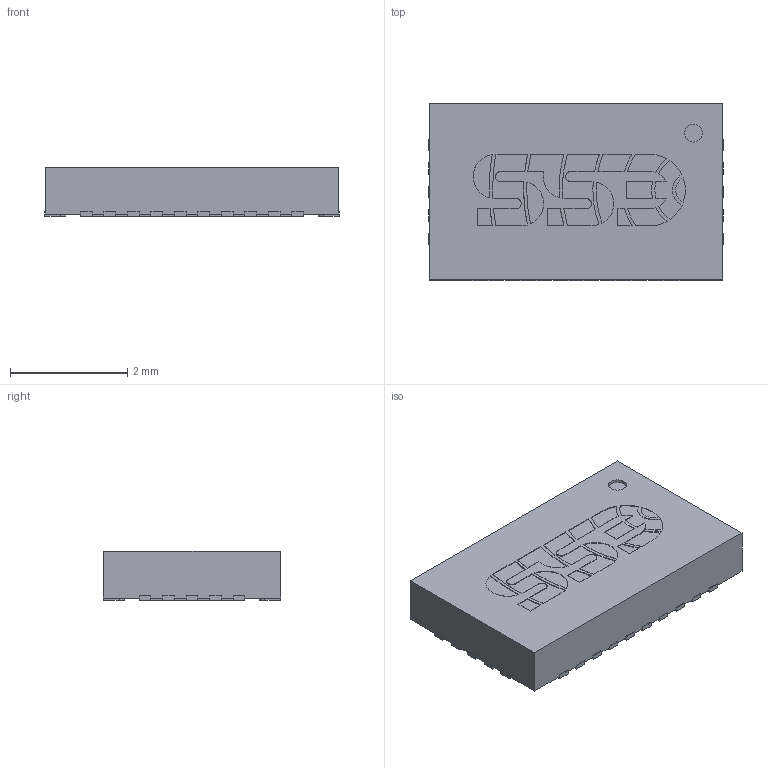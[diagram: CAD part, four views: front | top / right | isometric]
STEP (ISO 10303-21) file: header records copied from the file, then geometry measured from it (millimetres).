
FILE_DESCRIPTION(('FreeCAD Model'),'2;1');
FILE_NAME('Open CASCADE Shape Model','2025-02-26T12:08:36',('Author'),( ''),'Open CASCADE STEP processor 7.8','FreeCAD','Unknown');
FILE_SCHEMA(('AUTOMOTIVE_DESIGN { 1 0 10303 214 1 1 1 1 }'));
Length unit declared in the file: millimetre
Products named in the file (2): es9038; Pocket001
Assembly tree (1 placements, depth 2):
  es9038
    Pocket001
Bounding box: 5.02 x 3.02 x 0.85 mm (x, y, z)
Volume: 12.4 mm3; surface area: 45 mm2
Topology: 1 solids, 1 shells, 397 faces, 1134 edges, 756 vertices
Faces by surface type: plane 207, extrusion 125, cylinder 65
Full cylindrical faces by diameter (mm): 0.3 x1
Entity records: 15900 total; most frequent: CARTESIAN_POINT 3126, ORIENTED_EDGE 2268, DIRECTION 1687, EDGE_CURVE 1134, VECTOR 879, VERTEX_POINT 756, LINE 754, FACE_BOUND 414
